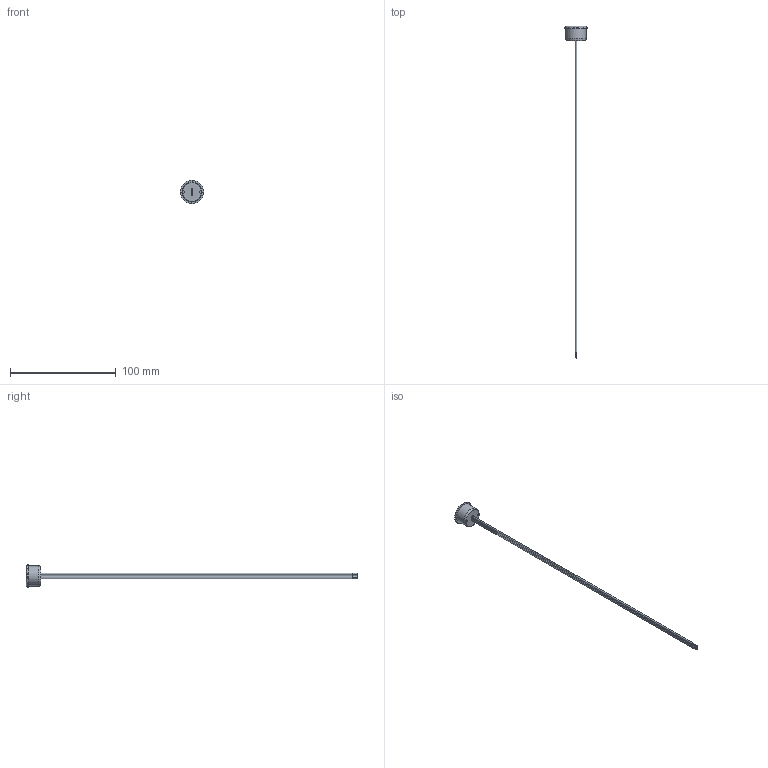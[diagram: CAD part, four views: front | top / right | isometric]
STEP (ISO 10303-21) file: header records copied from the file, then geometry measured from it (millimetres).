
FILE_DESCRIPTION(/* description */ (''),/* implementation_level */ '2;1');
FILE_NAME(/* name */ 'PVT4FW4SS3xx.stp',/* time_stamp */ '2018-06-05T10:39:46-05:00',/* author */ ('mroman'),/* organization */ (''),/* preprocessor_version */ 'ST-DEVELOPER v17',/* originating_system */ 'Autodesk Inventor 2018',/* authorisation */ '');
FILE_SCHEMA (('AUTOMOTIVE_DESIGN { 1 0 10303 214 3 1 1 }'));
Length unit declared in the file: millimetre
Products named in the file (1): PVT4FW4SS3xx
Bounding box: 22 x 313.8 x 22 mm (x, y, z)
Volume: 5770.3 mm3; surface area: 7392 mm2
Topology: 1 solids, 2 shells, 49 faces, 102 edges, 64 vertices
Faces by surface type: cylinder 24, plane 21, cone 2, torus 2
Full cylindrical faces by diameter (mm): 0.8 x4, 12.6 x1, 13 x1, 15 x1, 15.1 x1, 19 x1, 22 x1
Entity records: 1377 total; most frequent: DIRECTION 272, CARTESIAN_POINT 216, ORIENTED_EDGE 204, AXIS2_PLACEMENT_3D 120, EDGE_CURVE 102, CIRCLE 70, VERTEX_POINT 64, EDGE_LOOP 61
